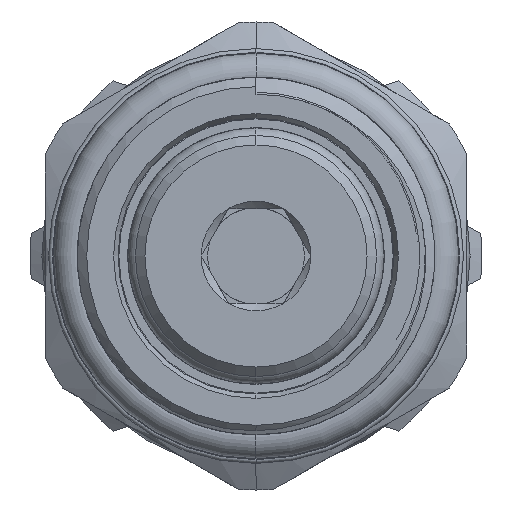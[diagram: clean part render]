
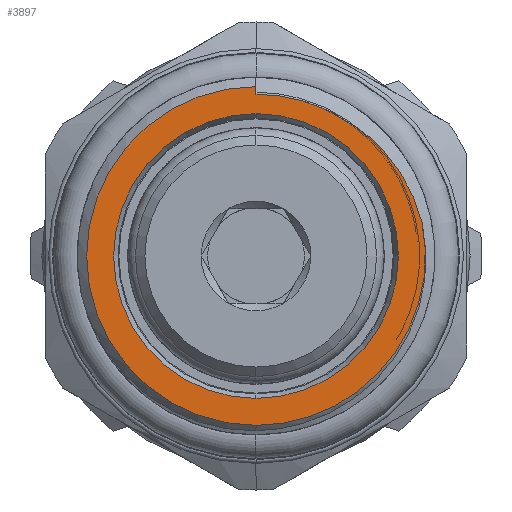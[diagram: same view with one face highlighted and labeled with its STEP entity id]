
A CAD part, left-side view. The second image highlights one B-rep face of the part: STEP entity #3897.
In plain terms, the highlighted planar face has unit normal (-1, 0, 0).
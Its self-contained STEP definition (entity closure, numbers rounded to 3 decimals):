
#1075 = CARTESIAN_POINT ( 'NONE',  ( 0., -8.748, 1.742 ) ) ;
#1084 = CARTESIAN_POINT ( 'NONE',  ( 0., 0., -8.92 ) ) ;
#1296 = VERTEX_POINT ( 'NONE', #4745 ) ;
#1546 = B_SPLINE_CURVE_WITH_KNOTS ( 'NONE', 3,
 ( #8095, #8159, #8160, #8164, #8165, #8166, #8167, #8168, #8169, #8170 ),
 .UNSPECIFIED., .F., .F.,
 ( 4, 2, 2, 2, 4 ),
 ( 0., 0.001, 0.003, 0.004, 0.006 ),
 .UNSPECIFIED. ) ;
#1547 = B_SPLINE_CURVE_WITH_KNOTS ( 'NONE', 3,
 ( #8173, #8174, #8179, #8180, #8181, #8182, #8183, #8184, #8185, #8186, #8187, #8188 ),
 .UNSPECIFIED., .F., .F.,
 ( 4, 2, 2, 2, 2, 4 ),
 ( 0.013, 0.015, 0.016, 0.016, 0.018, 0.019 ),
 .UNSPECIFIED. ) ;
#1908 = EDGE_CURVE ( 'NONE', #3729, #1296, #5692, .T. ) ;
#1945 = EDGE_CURVE ( 'NONE', #5468, #5459, #5748, .T. ) ;
#2189 = EDGE_CURVE ( 'NONE', #3466, #3474, #1546, .T. ) ;
#2190 = EDGE_CURVE ( 'NONE', #3474, #3486, #5889, .T. ) ;
#2191 = EDGE_CURVE ( 'NONE', #3486, #5468, #5894, .T. ) ;
#2192 = EDGE_CURVE ( 'NONE', #5459, #3466, #1547, .T. ) ;
#2193 = EDGE_CURVE ( 'NONE', #1296, #3729, #5896, .T. ) ;
#3194 = EDGE_LOOP ( 'NONE', ( #4521, #4555 ) ) ;
#3210 = EDGE_LOOP ( 'NONE', ( #4605, #4527, #4552, #4578, #4574 ) ) ;
#3466 = VERTEX_POINT ( 'NONE', #9586 ) ;
#3474 = VERTEX_POINT ( 'NONE', #9594 ) ;
#3486 = VERTEX_POINT ( 'NONE', #9606 ) ;
#3729 = VERTEX_POINT ( 'NONE', #9727 ) ;
#3897 = ADVANCED_FACE ( 'NONE', ( #6363, #6369 ), #10324, .F. ) ;
#4521 = ORIENTED_EDGE ( 'NONE', *, *, #2193, .F. ) ;
#4527 = ORIENTED_EDGE ( 'NONE', *, *, #2190, .T. ) ;
#4552 = ORIENTED_EDGE ( 'NONE', *, *, #2191, .T. ) ;
#4555 = ORIENTED_EDGE ( 'NONE', *, *, #1908, .F. ) ;
#4574 = ORIENTED_EDGE ( 'NONE', *, *, #2192, .T. ) ;
#4578 = ORIENTED_EDGE ( 'NONE', *, *, #1945, .T. ) ;
#4605 = ORIENTED_EDGE ( 'NONE', *, *, #2189, .T. ) ;
#4745 = CARTESIAN_POINT ( 'NONE',  ( 0., 0., 7.5 ) ) ;
#5459 = VERTEX_POINT ( 'NONE', #1075 ) ;
#5468 = VERTEX_POINT ( 'NONE', #1084 ) ;
#5692 = CIRCLE ( 'NONE', #6672, 7.5 ) ;
#5748 = CIRCLE ( 'NONE', #6682, 8.92 ) ;
#5889 = LINE ( 'NONE', #8171, #5892 ) ;
#5892 = VECTOR ( 'NONE', #8172, 1000. ) ;
#5894 = CIRCLE ( 'NONE', #6727, 8.92 ) ;
#5896 = CIRCLE ( 'NONE', #6728, 7.5 ) ;
#6363 = FACE_OUTER_BOUND ( 'NONE', #3210, .T. ) ;
#6369 = FACE_BOUND ( 'NONE', #3194, .T. ) ;
#6672 = AXIS2_PLACEMENT_3D ( 'NONE', #7289, #7290, #7291 ) ;
#6682 = AXIS2_PLACEMENT_3D ( 'NONE', #7403, #7404, #7405 ) ;
#6727 = AXIS2_PLACEMENT_3D ( 'NONE', #8175, #8176, #8177 ) ;
#6728 = AXIS2_PLACEMENT_3D ( 'NONE', #8190, #8191, #8192 ) ;
#6978 = AXIS2_PLACEMENT_3D ( 'NONE', #10321, #10326, #10327 ) ;
#7289 = CARTESIAN_POINT ( 'NONE',  ( 0., 0., 0. ) ) ;
#7290 = DIRECTION ( 'NONE',  ( -1., 0., 0. ) ) ;
#7291 = DIRECTION ( 'NONE',  ( 0., 0., 1. ) ) ;
#7403 = CARTESIAN_POINT ( 'NONE',  ( 0., 0., 0. ) ) ;
#7404 = DIRECTION ( 'NONE',  ( -1., 0., 0. ) ) ;
#7405 = DIRECTION ( 'NONE',  ( 0., 0., -1. ) ) ;
#8095 = CARTESIAN_POINT ( 'NONE',  ( 0., -5.414, 6.711 ) ) ;
#8159 = CARTESIAN_POINT ( 'NONE',  ( 0., -5.021, 6.995 ) ) ;
#8160 = CARTESIAN_POINT ( 'NONE',  ( 0., -4.611, 7.253 ) ) ;
#8164 = CARTESIAN_POINT ( 'NONE',  ( 0., -3.756, 7.703 ) ) ;
#8165 = CARTESIAN_POINT ( 'NONE',  ( 0., -3.309, 7.896 ) ) ;
#8166 = CARTESIAN_POINT ( 'NONE',  ( 0., -2.394, 8.205 ) ) ;
#8167 = CARTESIAN_POINT ( 'NONE',  ( 0., -1.922, 8.324 ) ) ;
#8168 = CARTESIAN_POINT ( 'NONE',  ( 0., -0.966, 8.482 ) ) ;
#8169 = CARTESIAN_POINT ( 'NONE',  ( 0., -0.485, 8.522 ) ) ;
#8170 = CARTESIAN_POINT ( 'NONE',  ( 0., 0., 8.522 ) ) ;
#8171 = CARTESIAN_POINT ( 'NONE',  ( 0., 0., 0. ) ) ;
#8172 = DIRECTION ( 'NONE',  ( 0., 0., 1. ) ) ;
#8173 = CARTESIAN_POINT ( 'NONE',  ( 0., -8.748, 1.742 ) ) ;
#8174 = CARTESIAN_POINT ( 'NONE',  ( 0., -8.625, 2.233 ) ) ;
#8175 = CARTESIAN_POINT ( 'NONE',  ( 0., 0., 0. ) ) ;
#8176 = DIRECTION ( 'NONE',  ( -1., 0., 0. ) ) ;
#8177 = DIRECTION ( 'NONE',  ( 0., 0., -1. ) ) ;
#8179 = CARTESIAN_POINT ( 'NONE',  ( 0., -8.46, 2.712 ) ) ;
#8180 = CARTESIAN_POINT ( 'NONE',  ( 0., -8.15, 3.414 ) ) ;
#8181 = CARTESIAN_POINT ( 'NONE',  ( 0., -8.036, 3.644 ) ) ;
#8182 = CARTESIAN_POINT ( 'NONE',  ( 0., -7.792, 4.089 ) ) ;
#8183 = CARTESIAN_POINT ( 'NONE',  ( 0., -7.661, 4.306 ) ) ;
#8184 = CARTESIAN_POINT ( 'NONE',  ( 0., -7.242, 4.938 ) ) ;
#8185 = CARTESIAN_POINT ( 'NONE',  ( 0., -6.926, 5.333 ) ) ;
#8186 = CARTESIAN_POINT ( 'NONE',  ( 0., -6.217, 6.072 ) ) ;
#8187 = CARTESIAN_POINT ( 'NONE',  ( 0., -5.83, 6.41 ) ) ;
#8188 = CARTESIAN_POINT ( 'NONE',  ( 0., -5.414, 6.711 ) ) ;
#8190 = CARTESIAN_POINT ( 'NONE',  ( 0., 0., 0. ) ) ;
#8191 = DIRECTION ( 'NONE',  ( -1., 0., 0. ) ) ;
#8192 = DIRECTION ( 'NONE',  ( 0., 0., 1. ) ) ;
#9586 = CARTESIAN_POINT ( 'NONE',  ( 0., -5.414, 6.711 ) ) ;
#9594 = CARTESIAN_POINT ( 'NONE',  ( 0., 0., 8.522 ) ) ;
#9606 = CARTESIAN_POINT ( 'NONE',  ( 0., 0., 8.92 ) ) ;
#9727 = CARTESIAN_POINT ( 'NONE',  ( 0., 0., -7.5 ) ) ;
#10321 = CARTESIAN_POINT ( 'NONE',  ( 0., 0., 0. ) ) ;
#10324 = PLANE ( 'NONE',  #6978 ) ;
#10326 = DIRECTION ( 'NONE',  ( 1., 0., 0. ) ) ;
#10327 = DIRECTION ( 'NONE',  ( 0., 0., -1. ) ) ;
